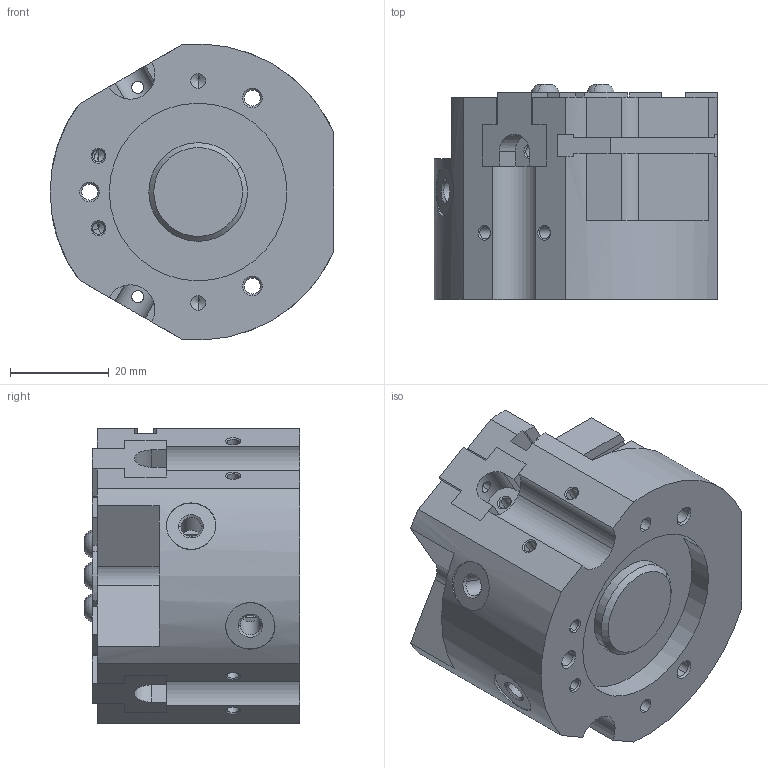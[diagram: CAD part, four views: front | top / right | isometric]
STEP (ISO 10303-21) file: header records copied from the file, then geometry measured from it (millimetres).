
FILE_DESCRIPTION( ( '' ), '1' );
FILE_NAME( 'dts306_dt306aaa_0_2_14a.stp', '2010-10-25T12:24:46', ( '' ), ( '' ), ' ', ' ', ' ' );
FILE_SCHEMA( ( 'automotive_design' ) );
Length unit declared in the file: millimetre
Products named in the file (4): 1; 2; 3; 4
Bounding box: 57.5 x 43.65 x 60 mm (x, y, z)
Volume: 89088.1 mm3; surface area: 25423.7 mm2
Topology: 4 solids, 4 shells, 322 faces, 845 edges, 519 vertices
Faces by surface type: plane 148, cylinder 88, cone 80, torus 6
Entity records: 19407 total; most frequent: CARTESIAN_POINT 2216, DIRECTION 1662, STYLED_ITEM 1652, PRESENTATION_STYLE_ASSIGNMENT 1652, COLOUR_RGB 1652, ORIENTED_EDGE 1614, EDGE_CURVE 807, CURVE_STYLE 807
